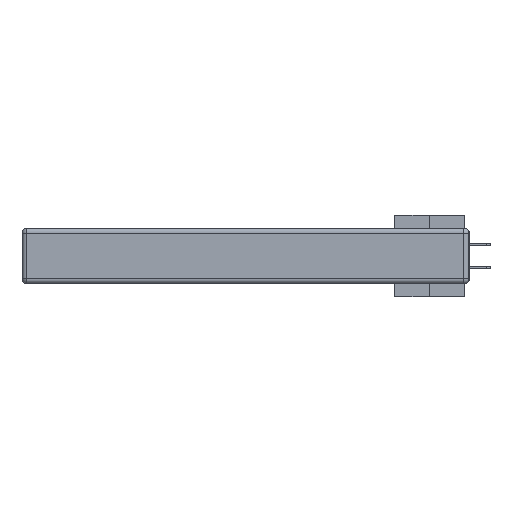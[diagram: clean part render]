
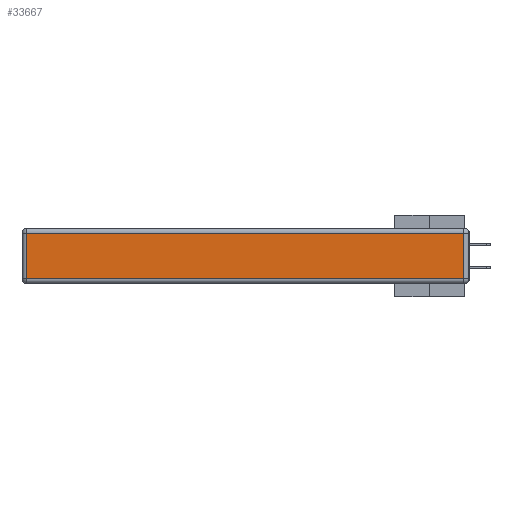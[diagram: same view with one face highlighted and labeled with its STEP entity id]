
A CAD part, left-side view. The second image highlights one B-rep face of the part: STEP entity #33667.
In plain terms, the highlighted planar face has unit normal (-1, 0, 0).
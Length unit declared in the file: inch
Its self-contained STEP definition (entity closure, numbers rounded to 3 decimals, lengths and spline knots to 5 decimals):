
#3 = VECTOR ( 'NONE', #12680, 39.37008 ) ;
#503 = VERTEX_POINT ( 'NONE', #18033 ) ;
#1084 = EDGE_CURVE ( 'NONE', #34476, #4994, #3881, .T. ) ;
#3881 = LINE ( 'NONE', #9031, #26859 ) ;
#4282 = ORIENTED_EDGE ( 'NONE', *, *, #1084, .T. ) ;
#4994 = VERTEX_POINT ( 'NONE', #11385 ) ;
#6236 = CARTESIAN_POINT ( 'NONE',  ( 0., 0., -0.343 ) ) ;
#6312 = CARTESIAN_POINT ( 'NONE',  ( 0., 0.03, -0.313 ) ) ;
#7219 = LINE ( 'NONE', #23982, #24899 ) ;
#8904 = DIRECTION ( 'NONE',  ( 0., 0., 1. ) ) ;
#9031 = CARTESIAN_POINT ( 'NONE',  ( 0., 0.03, -0.343 ) ) ;
#9241 = PLANE ( 'NONE',  #21337 ) ;
#10040 = FACE_OUTER_BOUND ( 'NONE', #12870, .T. ) ;
#11385 = CARTESIAN_POINT ( 'NONE',  ( 0., 0.03, -0.03 ) ) ;
#11607 = DIRECTION ( 'NONE',  ( 0., 0., 1. ) ) ;
#11879 = VECTOR ( 'NONE', #19055, 39.37008 ) ;
#12680 = DIRECTION ( 'NONE',  ( 0., -1., 0. ) ) ;
#12870 = EDGE_LOOP ( 'NONE', ( #31279, #4282, #28377, #23517 ) ) ;
#15992 = EDGE_CURVE ( 'NONE', #30794, #34476, #23886, .T. ) ;
#18033 = CARTESIAN_POINT ( 'NONE',  ( 0., 2.72, -0.03 ) ) ;
#19055 = DIRECTION ( 'NONE',  ( 0., 1., 0. ) ) ;
#21337 = AXIS2_PLACEMENT_3D ( 'NONE', #6236, #25647, #11607 ) ;
#21756 = CARTESIAN_POINT ( 'NONE',  ( 0., 2.75, -0.03 ) ) ;
#23330 = LINE ( 'NONE', #21756, #11879 ) ;
#23517 = ORIENTED_EDGE ( 'NONE', *, *, #28143, .T. ) ;
#23886 = LINE ( 'NONE', #29544, #3 ) ;
#23982 = CARTESIAN_POINT ( 'NONE',  ( 0., 2.72, -0.343 ) ) ;
#24899 = VECTOR ( 'NONE', #26581, 39.37008 ) ;
#24968 = EDGE_CURVE ( 'NONE', #4994, #503, #23330, .T. ) ;
#25647 = DIRECTION ( 'NONE',  ( -1., 0., 0. ) ) ;
#26581 = DIRECTION ( 'NONE',  ( 0., 0., -1. ) ) ;
#26859 = VECTOR ( 'NONE', #8904, 39.37008 ) ;
#28143 = EDGE_CURVE ( 'NONE', #503, #30794, #7219, .T. ) ;
#28377 = ORIENTED_EDGE ( 'NONE', *, *, #24968, .T. ) ;
#29544 = CARTESIAN_POINT ( 'NONE',  ( 0., 0., -0.313 ) ) ;
#30794 = VERTEX_POINT ( 'NONE', #32597 ) ;
#31279 = ORIENTED_EDGE ( 'NONE', *, *, #15992, .T. ) ;
#32597 = CARTESIAN_POINT ( 'NONE',  ( 0., 2.72, -0.313 ) ) ;
#33667 = ADVANCED_FACE ( 'NONE', ( #10040 ), #9241, .T. ) ;
#34476 = VERTEX_POINT ( 'NONE', #6312 ) ;
